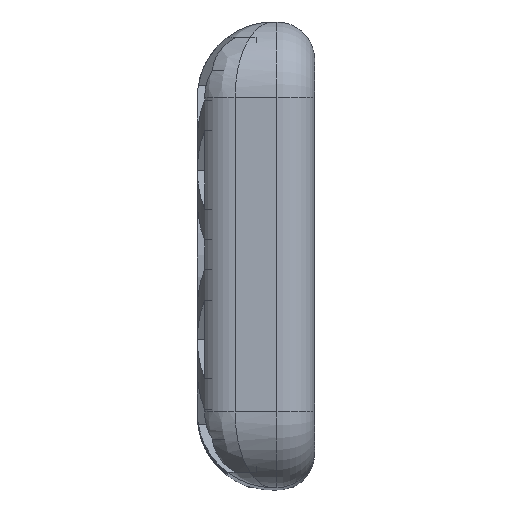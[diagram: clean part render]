
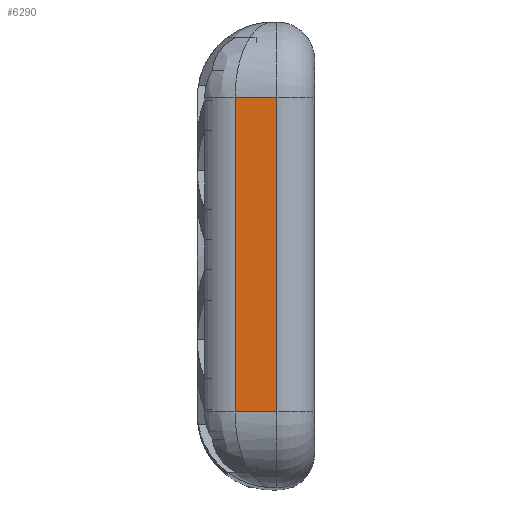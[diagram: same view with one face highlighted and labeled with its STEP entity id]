
A CAD part, top view. The second image highlights one B-rep face of the part: STEP entity #6290.
In plain terms, the highlighted planar face has unit normal (0, 0, 1).
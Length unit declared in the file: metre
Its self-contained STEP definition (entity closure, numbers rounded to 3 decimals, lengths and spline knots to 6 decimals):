
#388=ORIENTED_EDGE('',*,*,#2273,.T.);
#389=ORIENTED_EDGE('',*,*,#2274,.T.);
#390=ORIENTED_EDGE('',*,*,#2275,.T.);
#391=ORIENTED_EDGE('',*,*,#2276,.T.);
#2273=EDGE_CURVE('',#3215,#3216,#3835,.F.);
#2274=EDGE_CURVE('',#3216,#3217,#3836,.T.);
#2275=EDGE_CURVE('',#3217,#3218,#3837,.T.);
#2276=EDGE_CURVE('',#3218,#3215,#3838,.F.);
#3215=VERTEX_POINT('',#9300);
#3216=VERTEX_POINT('',#9301);
#3217=VERTEX_POINT('',#9303);
#3218=VERTEX_POINT('',#9305);
#3835=LINE('',#9299,#4626);
#3836=LINE('',#9302,#4627);
#3837=LINE('',#9304,#4628);
#3838=LINE('',#9306,#4629);
#4626=VECTOR('',#7351,1.);
#4627=VECTOR('',#7352,1.);
#4628=VECTOR('',#7353,1.);
#4629=VECTOR('',#7354,1.);
#5242=EDGE_LOOP('',(#388,#389,#390,#391));
#5610=FACE_BOUND('',#5242,.T.);
#5967=PLANE('',#6655);
#6290=ADVANCED_FACE('',(#5610),#5967,.T.);
#6655=AXIS2_PLACEMENT_3D('',#9298,#7349,#7350);
#7349=DIRECTION('',(0.,0.,1.));
#7350=DIRECTION('',(1.,0.,0.));
#7351=DIRECTION('',(1.,0.,0.));
#7352=DIRECTION('',(0.,-1.,0.));
#7353=DIRECTION('',(1.,0.,0.));
#7354=DIRECTION('',(0.,-1.,0.));
#9298=CARTESIAN_POINT('',(-0.000002,0.072263,0.127));
#9299=CARTESIAN_POINT('',(-0.00254,0.08247,0.127));
#9300=CARTESIAN_POINT('',(0.002627,0.08247,0.127));
#9301=CARTESIAN_POINT('',(-0.000087,0.08247,0.127));
#9302=CARTESIAN_POINT('',(-0.000087,0.072263,0.127));
#9303=CARTESIAN_POINT('',(-0.000087,0.062056,0.127));
#9304=CARTESIAN_POINT('',(-0.000002,0.062056,0.127));
#9305=CARTESIAN_POINT('',(0.002627,0.062056,0.127));
#9306=CARTESIAN_POINT('',(0.002627,0.08247,0.127));
